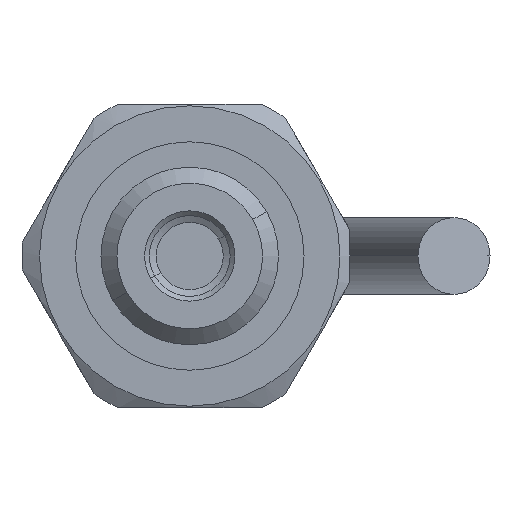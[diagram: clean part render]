
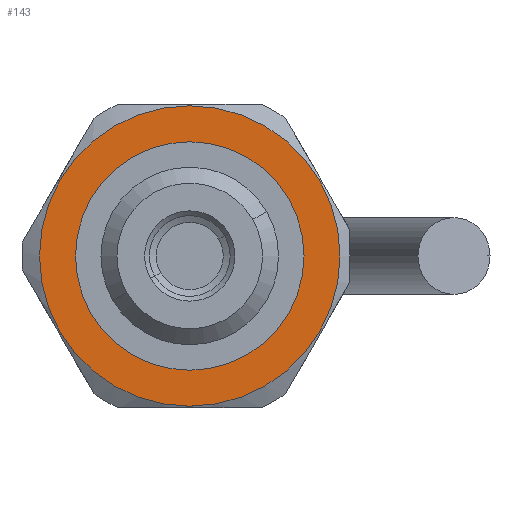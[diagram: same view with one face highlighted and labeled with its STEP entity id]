
A CAD part, front view. The second image highlights one B-rep face of the part: STEP entity #143.
In plain terms, the highlighted planar face has unit normal (0, -1, 0).
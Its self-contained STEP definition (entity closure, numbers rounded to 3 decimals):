
#13 = CIRCLE ( 'NONE', #1384, 7.15 ) ;
#58 = DIRECTION ( 'NONE',  ( 0., -1., 0. ) ) ;
#60 = EDGE_CURVE ( 'NONE', #1572, #422, #13, .T. ) ;
#143 = ADVANCED_FACE ( 'NONE', ( #2824, #3016 ), #2343, .T. ) ;
#228 = VERTEX_POINT ( 'NONE', #1102 ) ;
#280 = AXIS2_PLACEMENT_3D ( 'NONE', #1489, #58, #519 ) ;
#348 = CARTESIAN_POINT ( 'NONE',  ( 0., 12., 0. ) ) ;
#360 = ORIENTED_EDGE ( 'NONE', *, *, #1581, .F. ) ;
#382 = AXIS2_PLACEMENT_3D ( 'NONE', #3136, #3157, #2635 ) ;
#422 = VERTEX_POINT ( 'NONE', #721 ) ;
#519 = DIRECTION ( 'NONE',  ( 0., 0., -1. ) ) ;
#560 = AXIS2_PLACEMENT_3D ( 'NONE', #878, #1854, #3086 ) ;
#721 = CARTESIAN_POINT ( 'NONE',  ( 0., 12., 7.15 ) ) ;
#878 = CARTESIAN_POINT ( 'NONE',  ( 7.15, 12., 0. ) ) ;
#882 = ORIENTED_EDGE ( 'NONE', *, *, #60, .F. ) ;
#1011 = EDGE_LOOP ( 'NONE', ( #1091, #1591 ) ) ;
#1017 = CARTESIAN_POINT ( 'NONE',  ( 0., 12., 0. ) ) ;
#1091 = ORIENTED_EDGE ( 'NONE', *, *, #2035, .T. ) ;
#1101 = AXIS2_PLACEMENT_3D ( 'NONE', #1017, #1998, #2454 ) ;
#1102 = CARTESIAN_POINT ( 'NONE',  ( 0., 12., 9.4 ) ) ;
#1324 = DIRECTION ( 'NONE',  ( 0., 0., -1. ) ) ;
#1384 = AXIS2_PLACEMENT_3D ( 'NONE', #348, #1564, #1324 ) ;
#1489 = CARTESIAN_POINT ( 'NONE',  ( 0., 12., 0. ) ) ;
#1564 = DIRECTION ( 'NONE',  ( 0., -1., 0. ) ) ;
#1572 = VERTEX_POINT ( 'NONE', #1968 ) ;
#1581 = EDGE_CURVE ( 'NONE', #422, #1572, #3073, .T. ) ;
#1591 = ORIENTED_EDGE ( 'NONE', *, *, #2616, .T. ) ;
#1854 = DIRECTION ( 'NONE',  ( 0., -1., 0. ) ) ;
#1968 = CARTESIAN_POINT ( 'NONE',  ( 0., 12., -7.15 ) ) ;
#1984 = CIRCLE ( 'NONE', #382, 9.4 ) ;
#1998 = DIRECTION ( 'NONE',  ( 0., -1., 0. ) ) ;
#2035 = EDGE_CURVE ( 'NONE', #228, #2209, #2096, .T. ) ;
#2096 = CIRCLE ( 'NONE', #1101, 9.4 ) ;
#2209 = VERTEX_POINT ( 'NONE', #2270 ) ;
#2270 = CARTESIAN_POINT ( 'NONE',  ( 0., 12., -9.4 ) ) ;
#2343 = PLANE ( 'NONE',  #560 ) ;
#2454 = DIRECTION ( 'NONE',  ( 0., 0., -1. ) ) ;
#2616 = EDGE_CURVE ( 'NONE', #2209, #228, #1984, .T. ) ;
#2635 = DIRECTION ( 'NONE',  ( 0., 0., -1. ) ) ;
#2824 = FACE_OUTER_BOUND ( 'NONE', #1011, .T. ) ;
#2872 = EDGE_LOOP ( 'NONE', ( #882, #360 ) ) ;
#3016 = FACE_BOUND ( 'NONE', #2872, .T. ) ;
#3073 = CIRCLE ( 'NONE', #280, 7.15 ) ;
#3086 = DIRECTION ( 'NONE',  ( 0., 0., -1. ) ) ;
#3136 = CARTESIAN_POINT ( 'NONE',  ( 0., 12., 0. ) ) ;
#3157 = DIRECTION ( 'NONE',  ( 0., -1., 0. ) ) ;
